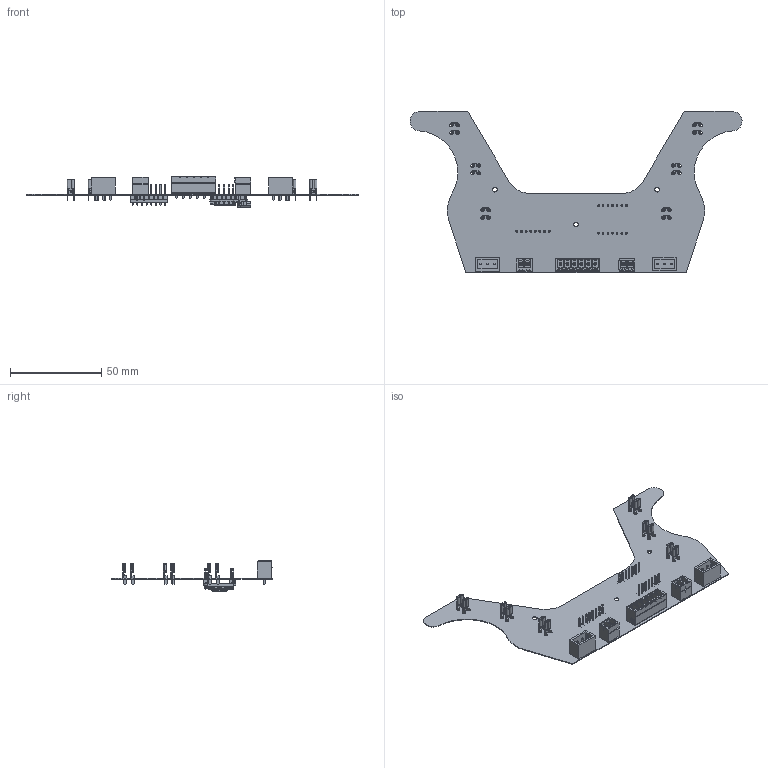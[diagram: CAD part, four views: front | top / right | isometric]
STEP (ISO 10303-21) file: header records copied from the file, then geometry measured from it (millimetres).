
FILE_DESCRIPTION(('Open CASCADE Model'),'2;1');
FILE_NAME('Open CASCADE Shape Model','2024-01-20T11:09:07',('Author'),( 'Open CASCADE'),'Open CASCADE STEP processor 7.5','Open CASCADE 7.5' ,'Unknown');
FILE_SCHEMA(('AUTOMOTIVE_DESIGN { 1 0 10303 214 1 1 1 1 }'));
Length unit declared in the file: millimetre
Products named in the file (61): PCB; Board; Open CASCADE STEP translator 7.5 1.1.1; WT SW; 5946203792; Wheel Conn; 5946203392; mcv_1.5-6-g-3.81_thr_p2.6; Open CASCADE STEP translator 7.5 1.4; 61300811121; 6130xx11121_PIN; WCMCU-1051_RGB16711833; SEL SW; Potentiometer2; 6287752080; Body; LeadsArray; Potentiometer1; Paddle Shifter 2; 691321300002; 6913213000xx_PIN; Paddle Shifter 1; LC SW; EX SW; ESP32-C3; PH1-07-UA; Seeed Studio XIAO-ESP32-C3; USB TYPE C PORT; USB TYPE C PORT (1); BOSS-EXTRUDE14_8_; BOSS-EXTRUDE7_4_; BOSS-EXTRUDE7_3_; BOSS-EXTRUDE14_4_; BOSS-EXTRUDE14_2_; BOSS-EXTRUDE14_11_; BOSS-EXTRUDE7_7_; BOSS-EXTRUDE14_9_; BOSS-EXTRUDE14_3_; BOSS-EXTRUDE14_7_; MIRROR2 ...
Assembly tree (83 placements, depth 6):
  PCB
    Board
      Open CASCADE STEP translator 7.5 1.1.1
    WT SW
      5946203792  x2
    Wheel Conn
      5946203392
        mcv_1.5-6-g-3.81_thr_p2.6
    Open CASCADE STEP translator 7.5 1.4
      61300811121
        6130xx11121_PIN  x8
        61300811121
      WCMCU-1051_RGB16711833
    SEL SW
      5946203792  x2
    Potentiometer2
      6287752080
        Body
        LeadsArray
    Potentiometer1
      6287752080
        Body
        LeadsArray
    Paddle Shifter 2
      691321300002
        691321300002
        6913213000xx_PIN  x2
    Paddle Shifter 1
      691321300002
        691321300002
        6913213000xx_PIN  x2
    LC SW
      5946203792  x2
    EX SW
      5946203792  x2
    ESP32-C3
      PH1-07-UA  x2
      Seeed Studio XIAO-ESP32-C3
        USB TYPE C PORT
          USB TYPE C PORT (1)
            BOSS-EXTRUDE14_8_
            BOSS-EXTRUDE7_4_
            BOSS-EXTRUDE7_3_
            BOSS-EXTRUDE14_4_
            BOSS-EXTRUDE14_2_
            BOSS-EXTRUDE14_11_
            BOSS-EXTRUDE7_7_
            BOSS-EXTRUDE14_9_
            BOSS-EXTRUDE14_3_
            BOSS-EXTRUDE14_7_
            MIRROR2
            BOSS-EXTRUDE14_5_
            BOSS-EXTRUDE14_12_
            BOSS-EXTRUDE7_8_
            BOSS-EXTRUDE7_1_
            BOSS-EXTRUDE14_10_
            BOSS-EXTRUDE7_9_
            BOSS-EXTRUDE14_6_
            CHAMFER9
            BOSS-EXTRUDE14_1_
Bounding box: 182.03 x 88.34 x 16.89 mm (x, y, z)
Volume: 7638.5 mm3; surface area: 28297.3 mm2
Topology: 111 solids, 111 shells, 4208 faces, 10695 edges, 6671 vertices
Faces by surface type: plane 2753, cylinder 1171, sphere 131, revolution 112, cone 21, torus 18, bspline 2
Full cylindrical faces by diameter (mm): 0.5 x3, 0.6 x2, 0.7 x2, 0.75 x14, 0.85 x14, 1.1 x8, 1.35 x6, 1.4 x10, 1.5 x2, 1.524 x6, 1.65 x1, 1.7 x24, 1.9 x5, 2 x2, 2.5 x3
Entity records: 84167 total; most frequent: CARTESIAN_POINT 14622, ORIENTED_EDGE 12668, DIRECTION 12532, EDGE_CURVE 6334, LINE 4690, VECTOR 4690, VERTEX_POINT 4037, AXIS2_PLACEMENT_3D 3893
